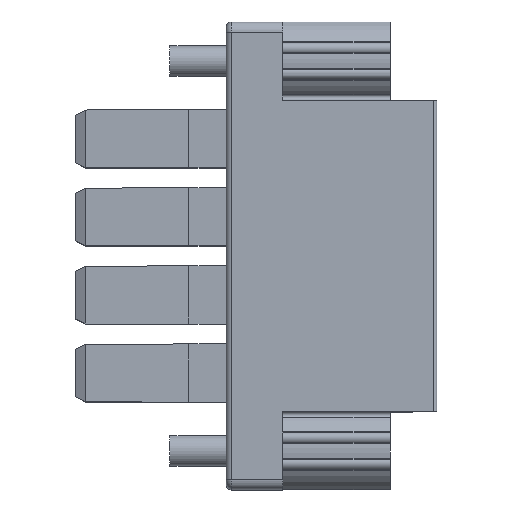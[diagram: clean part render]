
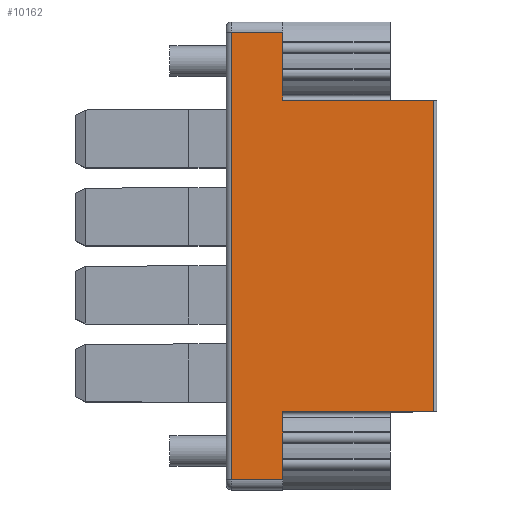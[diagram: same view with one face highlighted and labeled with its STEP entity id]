
A CAD part, top view. The second image highlights one B-rep face of the part: STEP entity #10162.
In plain terms, the highlighted planar face has unit normal (0, 0, 1).
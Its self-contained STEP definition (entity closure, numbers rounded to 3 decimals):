
#13=DIRECTION('',(1.,0.,0.));
#14=VECTOR('',#13,14.75);
#15=CARTESIAN_POINT('',(2.834,0.,9.079));
#16=LINE('',#15,#14);
#1471=DIRECTION('',(-1.,0.,0.));
#1472=VECTOR('',#1471,14.75);
#1473=CARTESIAN_POINT('',(17.584,30.43,9.079));
#1474=LINE('',#1473,#1472);
#1655=DIRECTION('',(0.,1.,0.));
#1656=VECTOR('',#1655,43.67);
#1657=CARTESIAN_POINT('',(-2.166,-6.62,
9.079));
#1658=LINE('',#1657,#1656);
#1659=DIRECTION('',(-1.,0.,0.));
#1660=VECTOR('',#1659,5.);
#1661=CARTESIAN_POINT('',(2.834,37.05,9.079));
#1662=LINE('',#1661,#1660);
#1663=DIRECTION('',(0.,-1.,0.));
#1664=VECTOR('',#1663,6.62);
#1665=CARTESIAN_POINT('',(2.834,37.05,9.079));
#1666=LINE('',#1665,#1664);
#1667=DIRECTION('',(0.,1.,0.));
#1668=VECTOR('',#1667,6.62);
#1669=CARTESIAN_POINT('',(2.834,-6.62,9.079));
#1670=LINE('',#1669,#1668);
#1671=DIRECTION('',(-1.,0.,0.));
#1672=VECTOR('',#1671,5.);
#1673=CARTESIAN_POINT('',(2.834,-6.62,9.079));
#1674=LINE('',#1673,#1672);
#2307=DIRECTION('',(0.,1.,0.));
#2308=VECTOR('',#2307,30.43);
#2309=CARTESIAN_POINT('',(17.584,0.,9.079));
#2310=LINE('',#2309,#2308);
#6423=CARTESIAN_POINT('',(17.584,0.,9.079));
#6424=VERTEX_POINT('',#6423);
#6443=CARTESIAN_POINT('',(17.584,30.43,9.079));
#6444=VERTEX_POINT('',#6443);
#7504=CARTESIAN_POINT('',(2.834,37.05,9.079));
#7505=CARTESIAN_POINT('',(2.834,30.43,9.079));
#7506=VERTEX_POINT('',#7504);
#7507=VERTEX_POINT('',#7505);
#7674=CARTESIAN_POINT('',(2.834,0.,9.079));
#7675=VERTEX_POINT('',#7674);
#7800=CARTESIAN_POINT('',(2.834,-6.62,9.079));
#7801=VERTEX_POINT('',#7800);
#8134=CARTESIAN_POINT('',(-2.166,-6.62,
9.079));
#8135=VERTEX_POINT('',#8134);
#8138=CARTESIAN_POINT('',(-2.166,37.05,9.079));
#8139=VERTEX_POINT('',#8138);
#10143=CARTESIAN_POINT('',(-2.166,0.,9.079));
#10144=DIRECTION('',(0.,0.,1.));
#10145=DIRECTION('',(1.,0.,0.));
#10146=AXIS2_PLACEMENT_3D('',#10143,#10144,#10145);
#10147=PLANE('',#10146);
#10149=ORIENTED_EDGE('',*,*,#10148,.T.);
#10150=ORIENTED_EDGE('',*,*,#10138,.F.);
#10151=ORIENTED_EDGE('',*,*,#9789,.T.);
#10152=ORIENTED_EDGE('',*,*,#9855,.F.);
#10154=ORIENTED_EDGE('',*,*,#10153,.F.);
#10155=ORIENTED_EDGE('',*,*,#8175,.F.);
#10157=ORIENTED_EDGE('',*,*,#10156,.F.);
#10159=ORIENTED_EDGE('',*,*,#10158,.T.);
#10160=EDGE_LOOP('',(#10149,#10150,#10151,#10152,#10154,#10155,#10157,#10159));
#10161=FACE_OUTER_BOUND('',#10160,.F.);
#10162=ADVANCED_FACE('',(#10161),#10147,.T.);
#8175=EDGE_CURVE('',#7675,#6424,#16,.T.);
#9789=EDGE_CURVE('',#7506,#7507,#1666,.T.);
#9855=EDGE_CURVE('',#6444,#7507,#1474,.T.);
#10138=EDGE_CURVE('',#7506,#8139,#1662,.T.);
#10148=EDGE_CURVE('',#8135,#8139,#1658,.T.);
#10153=EDGE_CURVE('',#6424,#6444,#2310,.T.);
#10156=EDGE_CURVE('',#7801,#7675,#1670,.T.);
#10158=EDGE_CURVE('',#7801,#8135,#1674,.T.);
